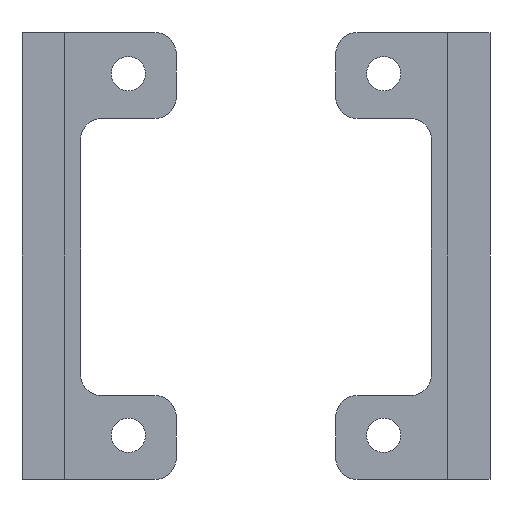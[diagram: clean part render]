
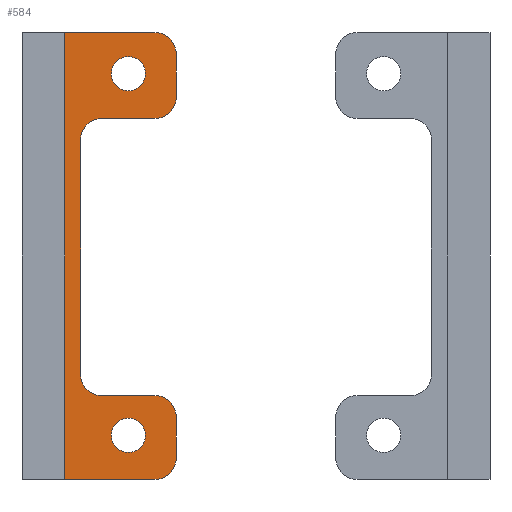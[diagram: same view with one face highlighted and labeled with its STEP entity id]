
A CAD part, front view. The second image highlights one B-rep face of the part: STEP entity #584.
In plain terms, the highlighted planar face has unit normal (0, -1, 0).
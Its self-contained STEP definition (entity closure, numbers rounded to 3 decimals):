
#133=CARTESIAN_POINT('Vertex',(12.5,3.7,0.)) ;
#136=CARTESIAN_POINT('Line Origine',(8.25,3.7,0.)) ;
#140=CARTESIAN_POINT('Vertex',(4.,3.7,0.)) ;
#183=CARTESIAN_POINT('Axis2P3D Location',(12.5,3.7,2.)) ;
#187=CARTESIAN_POINT('Vertex',(14.5,3.7,2.)) ;
#214=CARTESIAN_POINT('Line Origine',(4.,3.7,21.)) ;
#218=CARTESIAN_POINT('Vertex',(4.,3.7,42.)) ;
#259=CARTESIAN_POINT('Line Origine',(8.25,3.7,42.)) ;
#263=CARTESIAN_POINT('Vertex',(12.5,3.7,42.)) ;
#287=CARTESIAN_POINT('Axis2P3D Location',(12.5,3.7,40.)) ;
#291=CARTESIAN_POINT('Vertex',(14.5,3.7,40.)) ;
#466=CARTESIAN_POINT('Axis2P3D Location',(40.,3.7,0.)) ;
#471=CARTESIAN_POINT('Line Origine',(14.5,3.7,3.935)) ;
#475=CARTESIAN_POINT('Vertex',(14.5,3.7,5.871)) ;
#478=CARTESIAN_POINT('Axis2P3D Location',(12.5,3.7,5.871)) ;
#482=CARTESIAN_POINT('Vertex',(12.5,3.7,7.871)) ;
#485=CARTESIAN_POINT('Line Origine',(10.,3.7,7.871)) ;
#489=CARTESIAN_POINT('Vertex',(7.5,3.7,7.871)) ;
#492=CARTESIAN_POINT('Axis2P3D Location',(7.5,3.7,9.871)) ;
#496=CARTESIAN_POINT('Vertex',(5.5,3.7,9.871)) ;
#499=CARTESIAN_POINT('Line Origine',(5.5,3.7,20.904)) ;
#503=CARTESIAN_POINT('Vertex',(5.5,3.7,31.936)) ;
#506=CARTESIAN_POINT('Axis2P3D Location',(7.5,3.7,31.936)) ;
#510=CARTESIAN_POINT('Vertex',(7.5,3.7,33.936)) ;
#513=CARTESIAN_POINT('Line Origine',(10.,3.7,33.936)) ;
#517=CARTESIAN_POINT('Vertex',(12.5,3.7,33.936)) ;
#520=CARTESIAN_POINT('Axis2P3D Location',(12.5,3.7,35.936)) ;
#524=CARTESIAN_POINT('Vertex',(14.5,3.7,35.936)) ;
#527=CARTESIAN_POINT('Line Origine',(14.5,3.7,37.968)) ;
#548=CARTESIAN_POINT('Axis2P3D Location',(10.,3.7,38.14)) ;
#552=CARTESIAN_POINT('Vertex',(11.6,3.7,38.14)) ;
#554=CARTESIAN_POINT('Vertex',(8.4,3.7,38.14)) ;
#557=CARTESIAN_POINT('Axis2P3D Location',(10.,3.7,38.14)) ;
#566=CARTESIAN_POINT('Axis2P3D Location',(10.,3.7,4.14)) ;
#570=CARTESIAN_POINT('Vertex',(11.6,3.7,4.14)) ;
#572=CARTESIAN_POINT('Vertex',(8.4,3.7,4.14)) ;
#575=CARTESIAN_POINT('Axis2P3D Location',(10.,3.7,4.14)) ;
#137=DIRECTION('Vector Direction',(-1.,0.,0.)) ;
#184=DIRECTION('Axis2P3D Direction',(0.,-1.,0.)) ;
#215=DIRECTION('Vector Direction',(0.,0.,1.)) ;
#260=DIRECTION('Vector Direction',(-1.,0.,0.)) ;
#288=DIRECTION('Axis2P3D Direction',(0.,-1.,0.)) ;
#467=DIRECTION('Axis2P3D Direction',(0.,1.,-0.)) ;
#468=DIRECTION('Axis2P3D XDirection',(-1.,0.,0.)) ;
#472=DIRECTION('Vector Direction',(0.,0.,1.)) ;
#479=DIRECTION('Axis2P3D Direction',(0.,1.,-0.)) ;
#486=DIRECTION('Vector Direction',(1.,0.,0.)) ;
#493=DIRECTION('Axis2P3D Direction',(0.,1.,-0.)) ;
#500=DIRECTION('Vector Direction',(0.,0.,1.)) ;
#507=DIRECTION('Axis2P3D Direction',(0.,1.,-0.)) ;
#514=DIRECTION('Vector Direction',(-1.,0.,0.)) ;
#521=DIRECTION('Axis2P3D Direction',(0.,1.,-0.)) ;
#528=DIRECTION('Vector Direction',(0.,0.,1.)) ;
#549=DIRECTION('Axis2P3D Direction',(0.,1.,-0.)) ;
#558=DIRECTION('Axis2P3D Direction',(0.,1.,-0.)) ;
#567=DIRECTION('Axis2P3D Direction',(0.,1.,-0.)) ;
#576=DIRECTION('Axis2P3D Direction',(0.,1.,-0.)) ;
#185=AXIS2_PLACEMENT_3D('Circle Axis2P3D',#183,#184,$) ;
#289=AXIS2_PLACEMENT_3D('Circle Axis2P3D',#287,#288,$) ;
#469=AXIS2_PLACEMENT_3D('Plane Axis2P3D',#466,#467,#468) ;
#480=AXIS2_PLACEMENT_3D('Circle Axis2P3D',#478,#479,$) ;
#494=AXIS2_PLACEMENT_3D('Circle Axis2P3D',#492,#493,$) ;
#508=AXIS2_PLACEMENT_3D('Circle Axis2P3D',#506,#507,$) ;
#522=AXIS2_PLACEMENT_3D('Circle Axis2P3D',#520,#521,$) ;
#550=AXIS2_PLACEMENT_3D('Circle Axis2P3D',#548,#549,$) ;
#559=AXIS2_PLACEMENT_3D('Circle Axis2P3D',#557,#558,$) ;
#568=AXIS2_PLACEMENT_3D('Circle Axis2P3D',#566,#567,$) ;
#577=AXIS2_PLACEMENT_3D('Circle Axis2P3D',#575,#576,$) ;
#533=ORIENTED_EDGE('',*,*,#293,.F.) ;
#534=ORIENTED_EDGE('',*,*,#265,.F.) ;
#535=ORIENTED_EDGE('',*,*,#220,.F.) ;
#536=ORIENTED_EDGE('',*,*,#142,.T.) ;
#537=ORIENTED_EDGE('',*,*,#189,.F.) ;
#538=ORIENTED_EDGE('',*,*,#477,.T.) ;
#539=ORIENTED_EDGE('',*,*,#484,.F.) ;
#540=ORIENTED_EDGE('',*,*,#491,.F.) ;
#541=ORIENTED_EDGE('',*,*,#498,.T.) ;
#542=ORIENTED_EDGE('',*,*,#505,.T.) ;
#543=ORIENTED_EDGE('',*,*,#512,.T.) ;
#544=ORIENTED_EDGE('',*,*,#519,.F.) ;
#545=ORIENTED_EDGE('',*,*,#526,.F.) ;
#546=ORIENTED_EDGE('',*,*,#531,.T.) ;
#563=ORIENTED_EDGE('',*,*,#556,.T.) ;
#564=ORIENTED_EDGE('',*,*,#561,.T.) ;
#581=ORIENTED_EDGE('',*,*,#574,.T.) ;
#582=ORIENTED_EDGE('',*,*,#579,.T.) ;
#565=FACE_BOUND('',#562,.T.) ;
#583=FACE_BOUND('',#580,.T.) ;
#138=VECTOR('Line Direction',#137,1.) ;
#216=VECTOR('Line Direction',#215,1.) ;
#261=VECTOR('Line Direction',#260,1.) ;
#473=VECTOR('Line Direction',#472,1.) ;
#487=VECTOR('Line Direction',#486,1.) ;
#501=VECTOR('Line Direction',#500,1.) ;
#515=VECTOR('Line Direction',#514,1.) ;
#529=VECTOR('Line Direction',#528,1.) ;
#584=ADVANCED_FACE('PartBody',(#547,#565,#583),#470,.F.) ;
#186=CIRCLE('generated circle',#185,2.) ;
#290=CIRCLE('generated circle',#289,2.) ;
#481=CIRCLE('generated circle',#480,2.) ;
#495=CIRCLE('generated circle',#494,2.) ;
#509=CIRCLE('generated circle',#508,2.) ;
#523=CIRCLE('generated circle',#522,2.) ;
#551=CIRCLE('generated circle',#550,1.6) ;
#560=CIRCLE('generated circle',#559,1.6) ;
#569=CIRCLE('generated circle',#568,1.6) ;
#578=CIRCLE('generated circle',#577,1.6) ;
#142=EDGE_CURVE('',#141,#134,#139,.F.) ;
#189=EDGE_CURVE('',#188,#134,#186,.F.) ;
#220=EDGE_CURVE('',#141,#219,#217,.T.) ;
#265=EDGE_CURVE('',#219,#264,#262,.F.) ;
#293=EDGE_CURVE('',#264,#292,#290,.F.) ;
#477=EDGE_CURVE('',#188,#476,#474,.T.) ;
#484=EDGE_CURVE('',#483,#476,#481,.T.) ;
#491=EDGE_CURVE('',#490,#483,#488,.T.) ;
#498=EDGE_CURVE('',#490,#497,#495,.T.) ;
#505=EDGE_CURVE('',#497,#504,#502,.T.) ;
#512=EDGE_CURVE('',#504,#511,#509,.T.) ;
#519=EDGE_CURVE('',#518,#511,#516,.T.) ;
#526=EDGE_CURVE('',#525,#518,#523,.T.) ;
#531=EDGE_CURVE('',#525,#292,#530,.T.) ;
#556=EDGE_CURVE('',#553,#555,#551,.T.) ;
#561=EDGE_CURVE('',#555,#553,#560,.T.) ;
#574=EDGE_CURVE('',#571,#573,#569,.T.) ;
#579=EDGE_CURVE('',#573,#571,#578,.T.) ;
#532=EDGE_LOOP('',(#533,#534,#535,#536,#537,#538,#539,#540,#541,#542,#543,#544,#545,#546)) ;
#562=EDGE_LOOP('',(#563,#564)) ;
#580=EDGE_LOOP('',(#581,#582)) ;
#547=FACE_OUTER_BOUND('',#532,.T.) ;
#139=LINE('Line',#136,#138) ;
#217=LINE('Line',#214,#216) ;
#262=LINE('Line',#259,#261) ;
#474=LINE('Line',#471,#473) ;
#488=LINE('Line',#485,#487) ;
#502=LINE('Line',#499,#501) ;
#516=LINE('Line',#513,#515) ;
#530=LINE('Line',#527,#529) ;
#470=PLANE('',#469) ;
#134=VERTEX_POINT('',#133) ;
#141=VERTEX_POINT('',#140) ;
#188=VERTEX_POINT('',#187) ;
#219=VERTEX_POINT('',#218) ;
#264=VERTEX_POINT('',#263) ;
#292=VERTEX_POINT('',#291) ;
#476=VERTEX_POINT('',#475) ;
#483=VERTEX_POINT('',#482) ;
#490=VERTEX_POINT('',#489) ;
#497=VERTEX_POINT('',#496) ;
#504=VERTEX_POINT('',#503) ;
#511=VERTEX_POINT('',#510) ;
#518=VERTEX_POINT('',#517) ;
#525=VERTEX_POINT('',#524) ;
#553=VERTEX_POINT('',#552) ;
#555=VERTEX_POINT('',#554) ;
#571=VERTEX_POINT('',#570) ;
#573=VERTEX_POINT('',#572) ;
